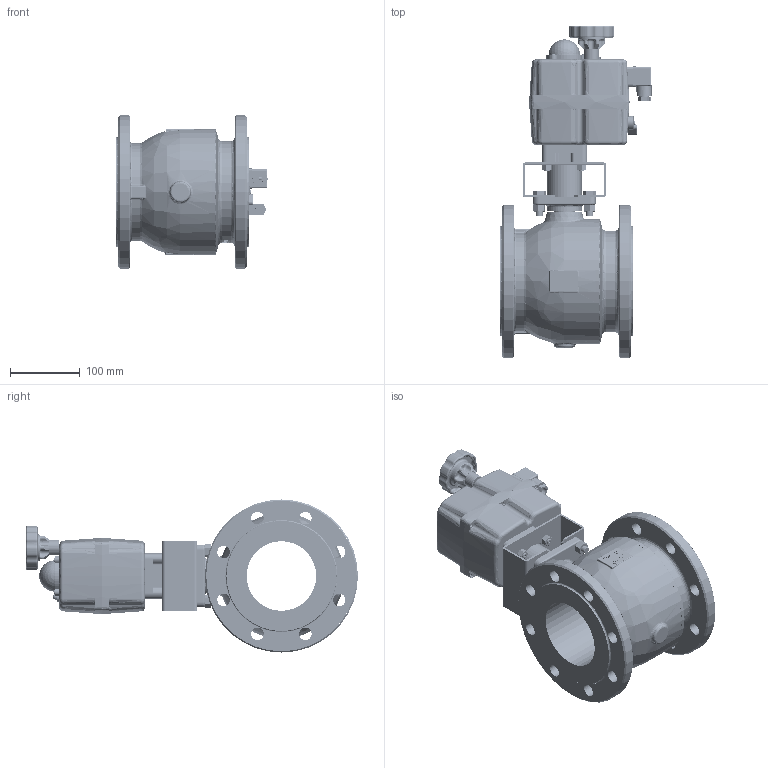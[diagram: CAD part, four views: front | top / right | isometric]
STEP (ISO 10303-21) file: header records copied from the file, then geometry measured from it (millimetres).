
FILE_DESCRIPTION (( 'STEP AP214' ), '1' );
FILE_NAME ('EK04-DN100_(EK04000011).STEP', '2022-08-30T07:52:48', ( '' ), ( '' ), 'SwSTEP 2.0', 'SolidWorks 2021', '' );
FILE_SCHEMA (( 'AUTOMOTIVE_DESIGN' ));
Length unit declared in the file: metre
Products named in the file (1): EK04-DN100_(EK04000011)
Bounding box: 217.3 x 477 x 220 mm (x, y, z)
Surface area: 713773.4 mm2 (no closed solid volume)
Topology: 0 solids, 461 shells, 5568 faces, 14551 edges, 9580 vertices
Faces by surface type: cylinder 1779, plane 1376, cone 1283, torus 688, bspline 307, sphere 135
Entity records: 291724 total; most frequent: CARTESIAN_POINT 93417, DIRECTION 29729, ORIENTED_EDGE 26820, EDGE_CURVE 14431, AXIS2_PLACEMENT_3D 11922, VERTEX_POINT 9574, CIRCLE 6660, EDGE_LOOP 6007
